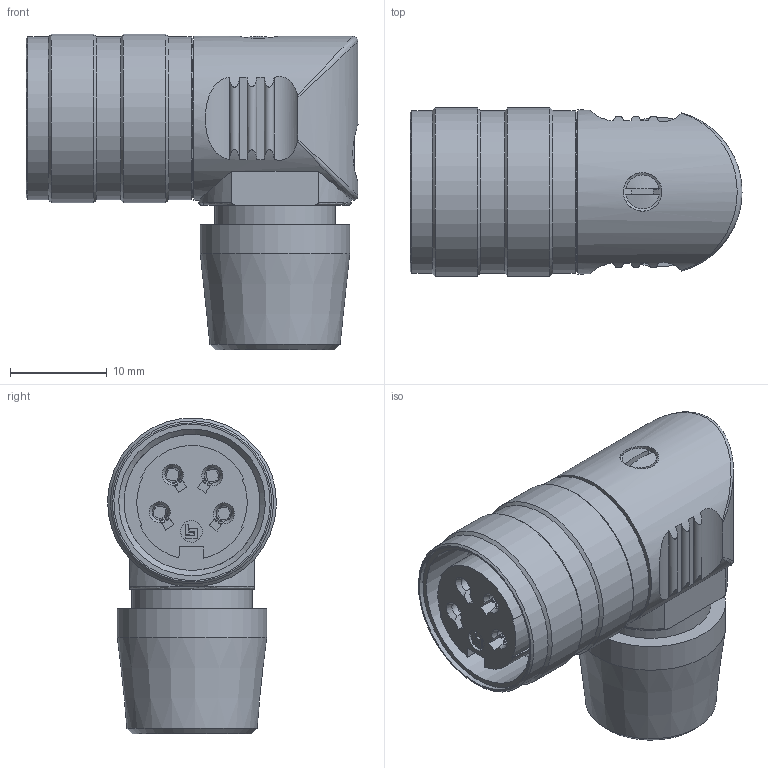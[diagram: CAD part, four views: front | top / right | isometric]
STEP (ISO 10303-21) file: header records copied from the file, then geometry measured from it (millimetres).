
FILE_DESCRIPTION(/* description */ (''),/* implementation_level */ '2;1');
FILE_NAME(/* name */ '09-0138-72-04_bg.stp',/* time_stamp */ '2009-07-13T15:00:17+02:00',/* author */ (''),/* organization */ (''),/* preprocessor_version */ 'ST-DEVELOPER v11',/* originating_system */ 'UGS - NX 5.0',/* authorisation */ '');
FILE_SCHEMA (('CONFIG_CONTROL_DESIGN'));
Length unit declared in the file: millimetre
Products named in the file (1): kbor0E44pq4z
Bounding box: 34.4 x 17.48 x 32.74 mm (x, y, z)
Volume: 9526.2 mm3; surface area: 3983.5 mm2
Topology: 1 solids, 1 shells, 279 faces, 766 edges, 507 vertices
Faces by surface type: plane 115, cylinder 70, cone 64, torus 26, bspline 2, sphere 2
Full cylindrical faces by diameter (mm): 2.25 x1, 4 x1, 6 x1, 12.5 x1, 14.1 x1, 15.188 x1, 15.5 x1, 16.2 x1, 16.9 x3, 17 x1, 17.5 x2
Entity records: 9862 total; most frequent: CARTESIAN_POINT 3183, ORIENTED_EDGE 1458, DIRECTION 1230, EDGE_CURVE 729, VERTEX_POINT 497, AXIS2_PLACEMENT_3D 482, EDGE_LOOP 322, ADVANCED_FACE 278
